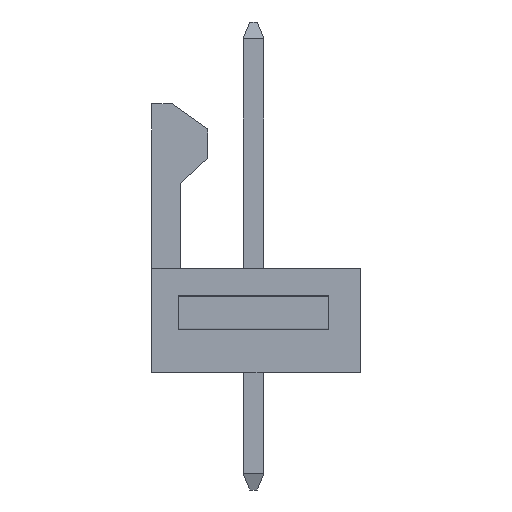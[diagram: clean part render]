
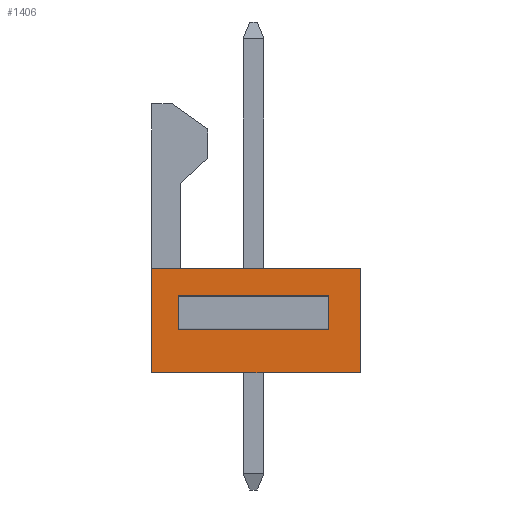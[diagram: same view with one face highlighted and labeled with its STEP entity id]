
A CAD part, left-side view. The second image highlights one B-rep face of the part: STEP entity #1406.
In plain terms, the highlighted planar face has unit normal (-1, 0, 0).
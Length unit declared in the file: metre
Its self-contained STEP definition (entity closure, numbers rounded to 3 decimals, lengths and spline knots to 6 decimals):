
#736 = EDGE_CURVE( '', #2039, #2040, #2041, .T. );
#856 = EDGE_CURVE( '', #2244, #2245, #2246, .T. );
#1164 = EDGE_CURVE( '', #2688, #2244, #2704, .T. );
#1280 = EDGE_CURVE( '', #2841, #2688, #2869, .T. );
#1406 = ADVANCED_FACE( '', ( #3026, #3027 ), #3028, .F. );
#1508 = EDGE_CURVE( '', #2366, #2698, #3154, .T. );
#1552 = EDGE_CURVE( '', #2039, #2366, #3211, .T. );
#1596 = EDGE_CURVE( '', #2040, #2698, #3271, .T. );
#1844 = EDGE_CURVE( '', #2245, #2841, #3562, .T. );
#2039 = VERTEX_POINT( '', #3794 );
#2040 = VERTEX_POINT( '', #3795 );
#2041 = LINE( '', #3796, #3797 );
#2244 = VERTEX_POINT( '', #4079 );
#2245 = VERTEX_POINT( '', #4080 );
#2246 = LINE( '', #4081, #4082 );
#2366 = VERTEX_POINT( '', #4252 );
#2688 = VERTEX_POINT( '', #4731 );
#2698 = VERTEX_POINT( '', #4747 );
#2704 = LINE( '', #4755, #4756 );
#2841 = VERTEX_POINT( '', #4954 );
#2869 = LINE( '', #4992, #4993 );
#3026 = FACE_OUTER_BOUND( '', #5238, .T. );
#3027 = FACE_BOUND( '', #5239, .T. );
#3028 = PLANE( '', #5240 );
#3154 = LINE( '', #5435, #5436 );
#3211 = LINE( '', #5518, #5519 );
#3271 = LINE( '', #5602, #5603 );
#3562 = LINE( '', #6079, #6080 );
#3794 = CARTESIAN_POINT( '', ( -0.007544, 0.002375, 0.001359 ) );
#3795 = CARTESIAN_POINT( '', ( -0.007544, -0.002197, 0.001359 ) );
#3796 = CARTESIAN_POINT( '', ( -0.007544, 0.002375, 0.001359 ) );
#3797 = VECTOR( '', #6207, 1. );
#4079 = CARTESIAN_POINT( '', ( -0.007544, -0.003162, 0.0032 ) );
#4080 = CARTESIAN_POINT( '', ( -0.007544, -0.003162, 0.000025 ) );
#4081 = CARTESIAN_POINT( '', ( -0.007544, -0.003162, 0.0032 ) );
#4082 = VECTOR( '', #6390, 1. );
#4252 = CARTESIAN_POINT( '', ( -0.007544, 0.002375, 0.002375 ) );
#4731 = CARTESIAN_POINT( '', ( -0.007544, 0.003188, 0.0032 ) );
#4747 = CARTESIAN_POINT( '', ( -0.007544, -0.002197, 0.002375 ) );
#4755 = CARTESIAN_POINT( '', ( -0.007544, 0.003188, 0.0032 ) );
#4756 = VECTOR( '', #6872, 1. );
#4954 = CARTESIAN_POINT( '', ( -0.007544, 0.003188, 0.000025 ) );
#4992 = CARTESIAN_POINT( '', ( -0.007544, 0.003188, 0.000025 ) );
#4993 = VECTOR( '', #7103, 1. );
#5238 = EDGE_LOOP( '', ( #7293, #7294, #7295, #7296 ) );
#5239 = EDGE_LOOP( '', ( #7297, #7298, #7299, #7300 ) );
#5240 = AXIS2_PLACEMENT_3D( '', #7301, #7302, #7303 );
#5435 = CARTESIAN_POINT( '', ( -0.007544, 0.002375, 0.002375 ) );
#5436 = VECTOR( '', #7449, 1. );
#5518 = CARTESIAN_POINT( '', ( -0.007544, 0.002375, 0.001359 ) );
#5519 = VECTOR( '', #7525, 1. );
#5602 = CARTESIAN_POINT( '', ( -0.007544, -0.002197, 0.001359 ) );
#5603 = VECTOR( '', #7631, 1. );
#6079 = CARTESIAN_POINT( '', ( -0.007544, -0.003162, 0.000025 ) );
#6080 = VECTOR( '', #8031, 1. );
#6207 = DIRECTION( '', ( 0., -1., 0. ) );
#6390 = DIRECTION( '', ( 0., 0., -1. ) );
#6872 = DIRECTION( '', ( 0., -1., 0. ) );
#7103 = DIRECTION( '', ( 0., 0., 1. ) );
#7293 = ORIENTED_EDGE( '', *, *, #1164, .F. );
#7294 = ORIENTED_EDGE( '', *, *, #1280, .F. );
#7295 = ORIENTED_EDGE( '', *, *, #1844, .F. );
#7296 = ORIENTED_EDGE( '', *, *, #856, .F. );
#7297 = ORIENTED_EDGE( '', *, *, #1508, .T. );
#7298 = ORIENTED_EDGE( '', *, *, #1596, .F. );
#7299 = ORIENTED_EDGE( '', *, *, #736, .F. );
#7300 = ORIENTED_EDGE( '', *, *, #1552, .T. );
#7301 = CARTESIAN_POINT( '', ( -0.007544, 0.000089, 0.001613 ) );
#7302 = DIRECTION( '', ( 1., 0., 0. ) );
#7303 = DIRECTION( '', ( 0., 1., 0. ) );
#7449 = DIRECTION( '', ( 0., -1., 0. ) );
#7525 = DIRECTION( '', ( 0., 0., 1. ) );
#7631 = DIRECTION( '', ( 0., 0., 1. ) );
#8031 = DIRECTION( '', ( 0., 1., 0. ) );
